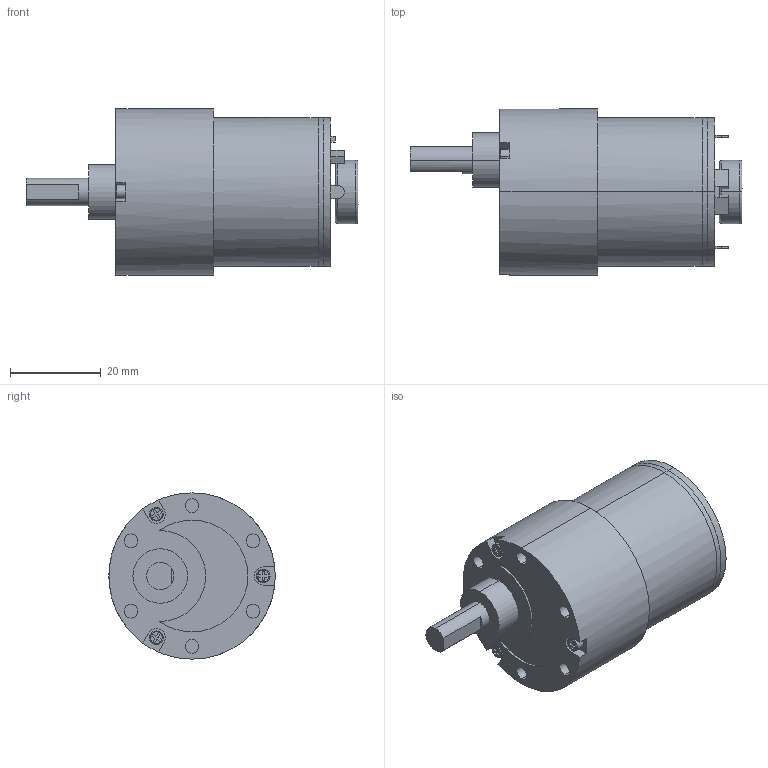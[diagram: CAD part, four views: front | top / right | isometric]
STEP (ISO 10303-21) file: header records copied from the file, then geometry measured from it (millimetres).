
FILE_DESCRIPTION (( 'STEP AP214' ), '1' );
FILE_NAME ('MC37µç»úÄ£ÐÍ.STEP', '2023-01-28T01:18:28', ( '' ), ( '' ), 'SwSTEP 2.0', 'SolidWorks 2022', '' );
FILE_SCHEMA (( 'AUTOMOTIVE_DESIGN' ));
Length unit declared in the file: millimetre
Products named in the file (1): MC37电机模型
Bounding box: 73.1 x 36.6 x 36.6 mm (x, y, z)
Volume: 45845.1 mm3; surface area: 8875.1 mm2
Topology: 1 solids, 1 shells, 214 faces, 532 edges, 350 vertices
Faces by surface type: plane 152, cylinder 48, torus 10, bspline 4
Entity records: 6814 total; most frequent: CARTESIAN_POINT 1505, ORIENTED_EDGE 1064, DIRECTION 1058, EDGE_CURVE 532, VECTOR 404, LINE 404, VERTEX_POINT 350, AXIS2_PLACEMENT_3D 327
